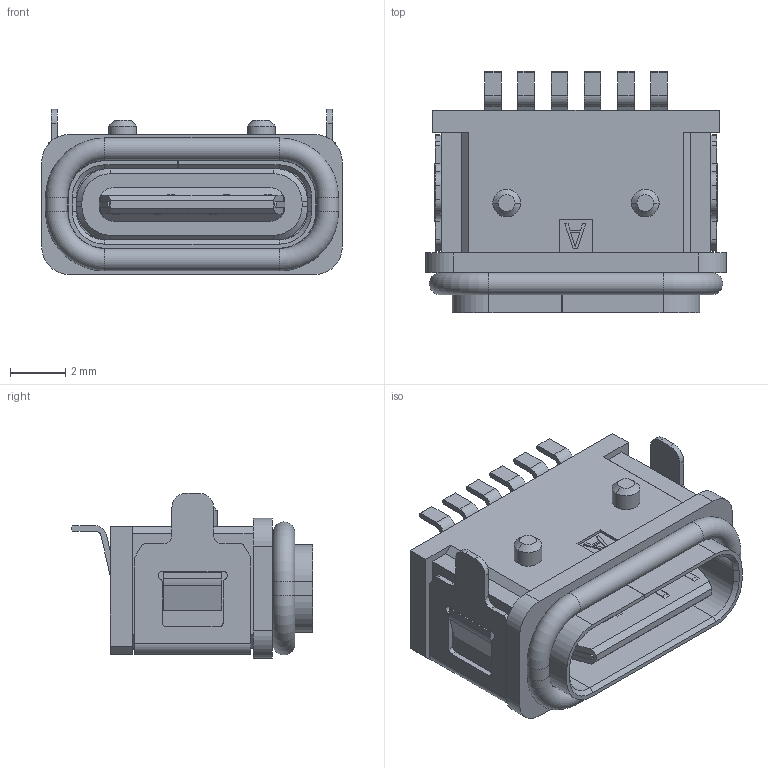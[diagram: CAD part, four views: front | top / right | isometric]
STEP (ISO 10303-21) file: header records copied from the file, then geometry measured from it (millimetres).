
FILE_DESCRIPTION((''),'2;1');
FILE_NAME('USBC-0032IPX8-00','2020-05-26T',('燠漆顫'),(''),'PRO/ENGINEER BY PARAMETRIC TECHNOLOGY CORPORATION, 2009090','PRO/ENGINEER BY PARAMETRIC TECHNOLOGY CORPORATION, 2009090','');
FILE_SCHEMA(('CONFIG_CONTROL_DESIGN'));
Length unit declared in the file: millimetre
Products named in the file (1): USBC-0032IPX8-00
Bounding box: 10.84 x 8.71 x 5.96 mm (x, y, z)
Volume: 247.9 mm3; surface area: 987.6 mm2
Topology: 2 solids, 2 shells, 616 faces, 1742 edges, 1146 vertices
Faces by surface type: plane 441, cylinder 147, cone 24, torus 4
Entity records: 19947 total; most frequent: CARTESIAN_POINT 3649, ORIENTED_EDGE 3484, DIRECTION 3282, EDGE_CURVE 1742, VECTOR 1370, LINE 1370, VERTEX_POINT 1146, AXIS2_PLACEMENT_3D 956
